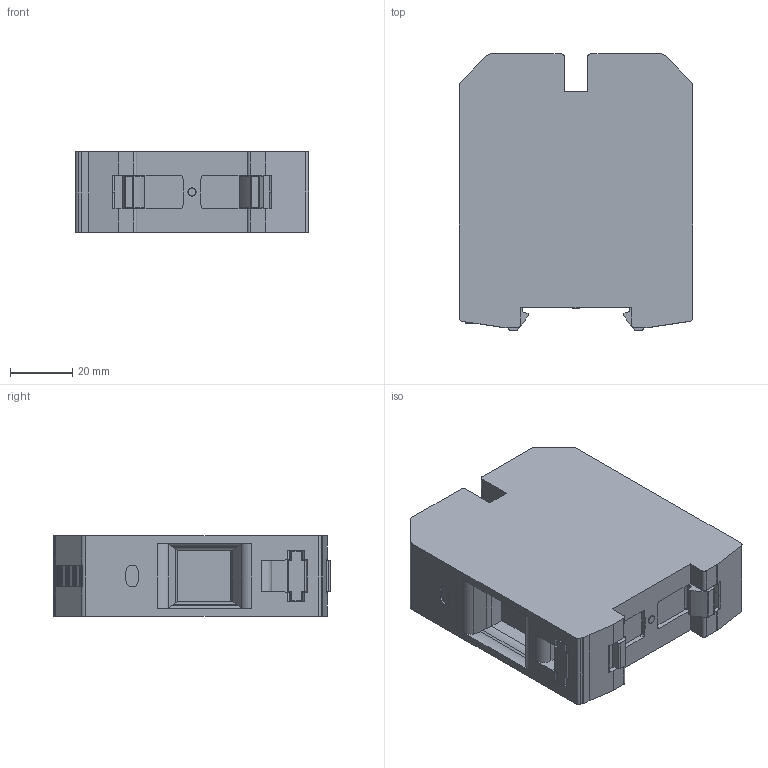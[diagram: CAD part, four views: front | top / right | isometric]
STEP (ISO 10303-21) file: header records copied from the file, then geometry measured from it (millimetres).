
FILE_DESCRIPTION (( 'STEP AP203' ), '1' );
FILE_NAME ('MRK 120.STEP', '2020-03-18T10:48:07', ( '' ), ( '' ), 'SwSTEP 2.0', 'SolidWorks 2011', '' );
FILE_SCHEMA (( 'CONFIG_CONTROL_DESIGN' ));
Length unit declared in the file: millimetre
Products named in the file (1): MRK 120
Bounding box: 75 x 88.86 x 26 mm (x, y, z)
Volume: 148463.3 mm3; surface area: 27282 mm2
Topology: 1 solids, 7 shells, 505 faces, 1437 edges, 956 vertices
Faces by surface type: plane 269, cylinder 215, bspline 19, cone 2
Entity records: 24145 total; most frequent: CARTESIAN_POINT 11497, ORIENTED_EDGE 2874, DIRECTION 2261, EDGE_CURVE 1437, VERTEX_POINT 956, VECTOR 905, LINE 905, AXIS2_PLACEMENT_3D 678
